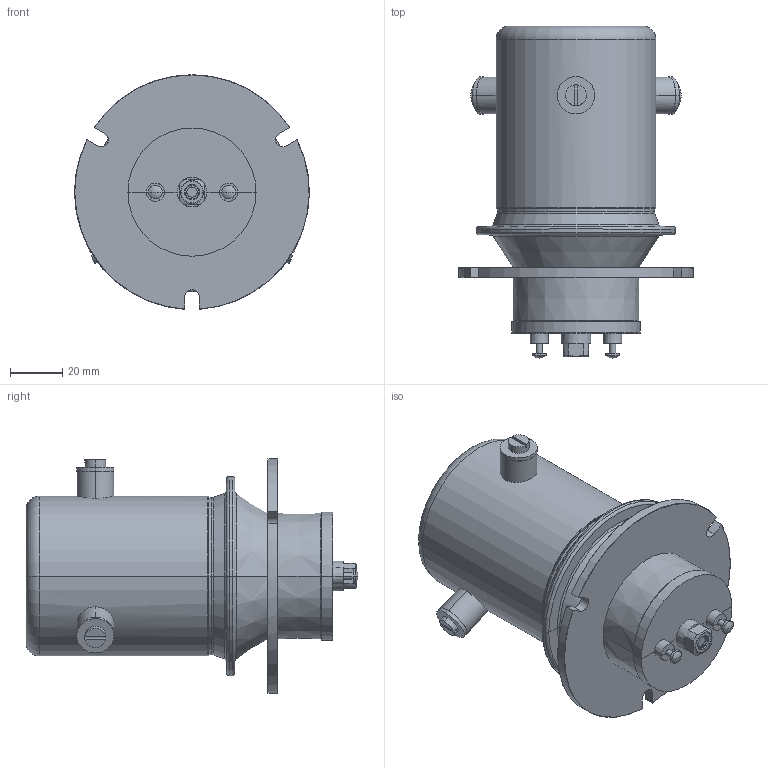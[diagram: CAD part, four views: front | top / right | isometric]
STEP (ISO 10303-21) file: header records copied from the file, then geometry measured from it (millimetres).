
FILE_DESCRIPTION (( 'STEP AP203' ), '1' );
FILE_NAME ('V52.STEP', '2023-05-08T10:18:14', ( '' ), ( '' ), 'SwSTEP 2.0', 'SolidWorks 2021', '' );
FILE_SCHEMA (( 'CONFIG_CONTROL_DESIGN' ));
Length unit declared in the file: millimetre
Products named in the file (1): V52
Bounding box: 89.65 x 126.68 x 89.57 mm (x, y, z)
Volume: 337054.9 mm3; surface area: 41085.8 mm2
Topology: 1 solids, 1 shells, 166 faces, 373 edges, 222 vertices
Faces by surface type: cone 76, plane 41, cylinder 31, torus 14, sphere 4
Entity records: 5251 total; most frequent: CARTESIAN_POINT 1436, DIRECTION 841, ORIENTED_EDGE 746, EDGE_CURVE 373, AXIS2_PLACEMENT_3D 352, VERTEX_POINT 222, CIRCLE 185, EDGE_LOOP 179
